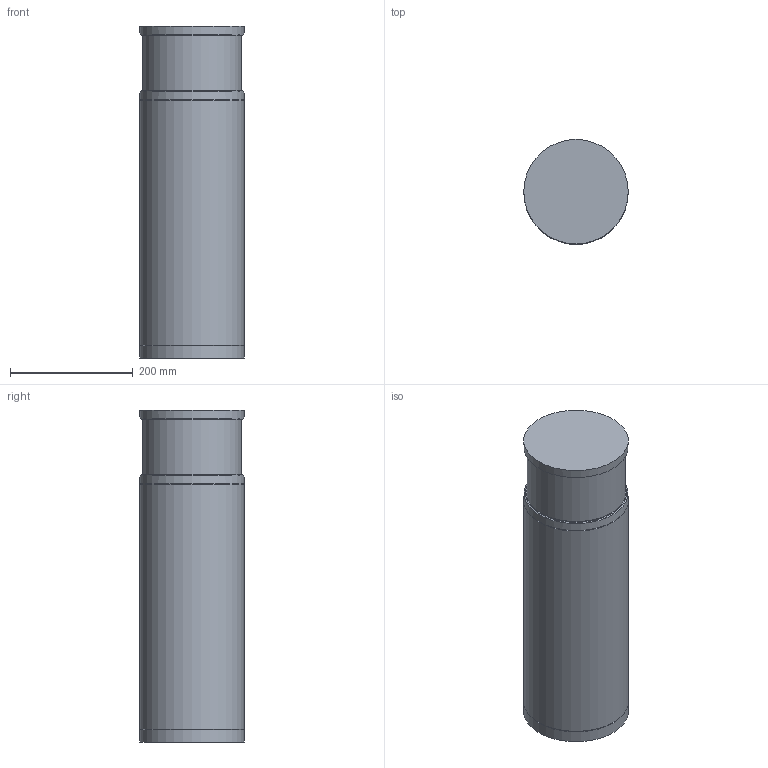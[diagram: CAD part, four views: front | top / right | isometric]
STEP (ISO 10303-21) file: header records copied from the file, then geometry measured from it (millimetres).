
FILE_DESCRIPTION(/* description */ ('STEP AP203'),/* implementation_level */ '2;1');
FILE_NAME(/* name */ 'EL10820687 - ALVA BL 540_170 TR 180° 600 830 AN(350)',/* time_stamp */ '2024-06-25T15:33:53+02:00',/* author */ ('License CC BY-ND 4.0'),/* organization */ ('CADENAS'),/* preprocessor_version */ 'ST-DEVELOPER v19.3',/* originating_system */ 'PARTsolutions',/* authorisation */ ' ');
FILE_SCHEMA (('CONFIG_CONTROL_DESIGN'));
Length unit declared in the file: millimetre
Products named in the file (1): EL10820687 - ALVA BL 540/170 TR 180° 600 830 AN(350
)
Bounding box: 170 x 170 x 540 mm (x, y, z)
Volume: 11913445.9 mm3; surface area: 353468.6 mm2
Topology: 1 solids, 1 shells, 129 faces, 335 edges, 222 vertices
Faces by surface type: cylinder 79, plane 42, cone 8
Full cylindrical faces by diameter (mm): 40.63 x1, 52.28 x1, 160.4 x1, 170 x2
Entity records: 3958 total; most frequent: DIRECTION 750, CARTESIAN_POINT 666, ORIENTED_EDGE 636, EDGE_CURVE 318, AXIS2_PLACEMENT_3D 302, VERTEX_POINT 218, CIRCLE 172, EDGE_LOOP 156
